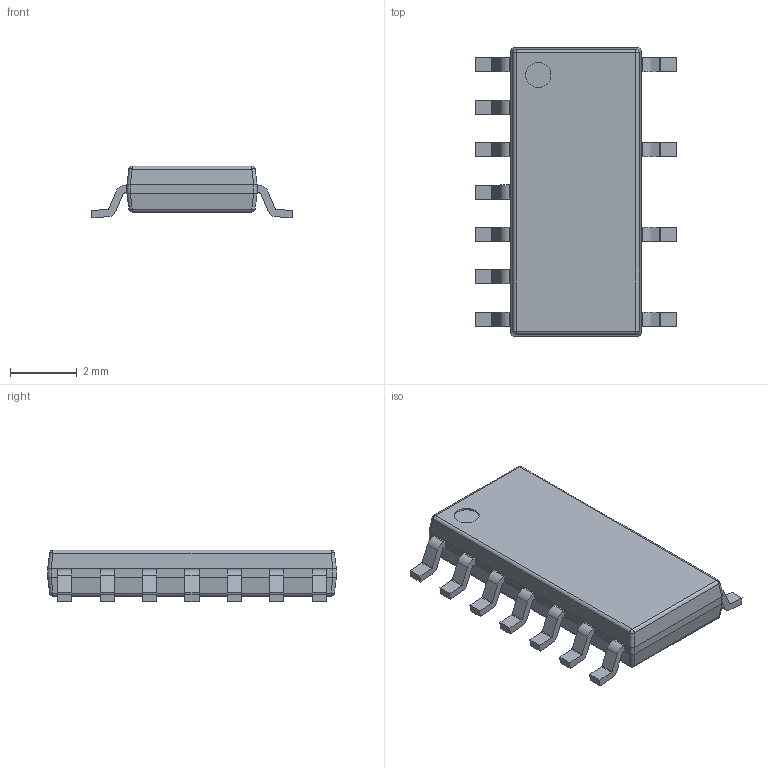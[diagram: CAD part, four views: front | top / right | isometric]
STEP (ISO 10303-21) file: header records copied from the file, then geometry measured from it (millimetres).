
FILE_DESCRIPTION(/* description */ (''),/* implementation_level */ '2;1');
FILE_NAME(/* name */ 'ROHM SOP-J11.step',/* time_stamp */ '2023-05-17T06:08:50+01:00',/* author */ (''),/* organization */ (''),/* preprocessor_version */ 'ST-DEVELOPER v19.2',/* originating_system */ 'Autodesk Translation Framework v12.4.0.73',/* authorisation */ '');
FILE_SCHEMA (('AUTOMOTIVE_DESIGN { 1 0 10303 214 3 1 1 }'));
Length unit declared in the file: millimetre
Products named in the file (1): ROHM SOP-J11
Bounding box: 6.03 x 8.65 x 1.55 mm (x, y, z)
Volume: 46.8 mm3; surface area: 117.6 mm2
Topology: 1 solids, 1 shells, 187 faces, 495 edges, 322 vertices
Faces by surface type: plane 114, cylinder 65, sphere 8
Full cylindrical faces by diameter (mm): 0.75 x1
Entity records: 5872 total; most frequent: DIRECTION 1009, CARTESIAN_POINT 1005, ORIENTED_EDGE 990, EDGE_CURVE 495, LINE 357, VECTOR 357, AXIS2_PLACEMENT_3D 326, VERTEX_POINT 322
